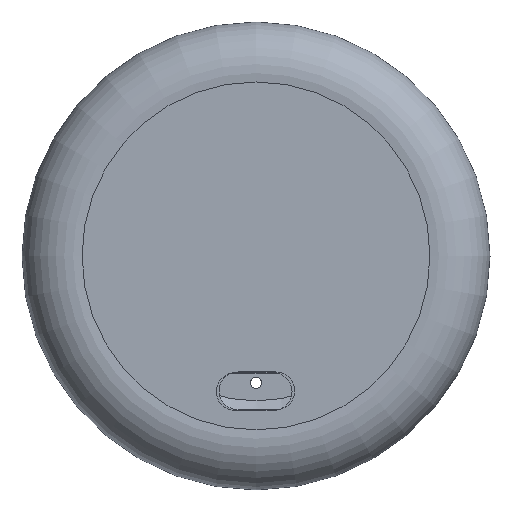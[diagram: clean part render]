
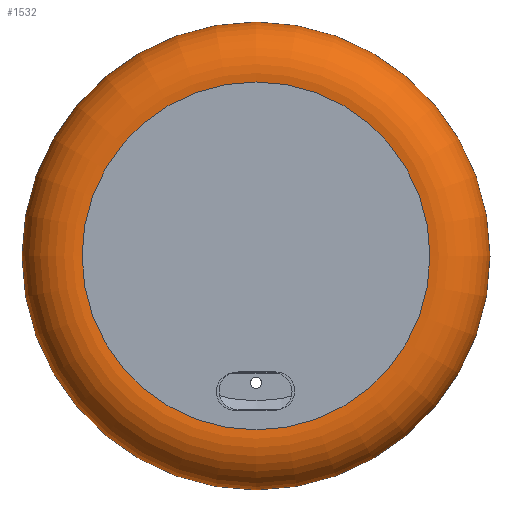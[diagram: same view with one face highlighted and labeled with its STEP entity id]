
A CAD part, top view. The second image highlights one B-rep face of the part: STEP entity #1532.
In plain terms, the highlighted toroidal (fillet/blend) face has major radius 48.341 mm and minor radius 13.533 mm.
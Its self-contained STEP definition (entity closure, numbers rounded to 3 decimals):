
#1223=CARTESIAN_POINT('',(46.001,-0.,47.));
#1224=VERTEX_POINT('',#1223);
#1225=CARTESIAN_POINT('',(0.,0.,47.));
#1226=DIRECTION('',(0.,0.,1.));
#1227=DIRECTION('',(1.,0.,-0.));
#1228=AXIS2_PLACEMENT_3D('',#1225,#1226,#1227);
#1229=CIRCLE('',#1228,46.001);
#1230=EDGE_CURVE('',#1224,#1224,#1229,.T.);
#1330=CARTESIAN_POINT('',(61.875,-0.,33.671));
#1331=VERTEX_POINT('',#1330);
#1332=CARTESIAN_POINT('',(0.,0.,33.671));
#1333=DIRECTION('',(-0.,-0.,-1.));
#1334=DIRECTION('',(1.,0.,-0.));
#1335=AXIS2_PLACEMENT_3D('',#1332,#1333,#1334);
#1336=CIRCLE('',#1335,61.875);
#1337=EDGE_CURVE('',#1331,#1331,#1336,.T.);
#1515=CARTESIAN_POINT('',(0.,0.,33.671));
#1516=DIRECTION('',(0.,0.,1.));
#1517=DIRECTION('',(1.,0.,-0.));
#1518=AXIS2_PLACEMENT_3D('',#1515,#1516,#1517);
#1519=TOROIDAL_SURFACE('',#1518,48.341,13.533);
#1520=ORIENTED_EDGE('',*,*,#1337,.F.);
#1521=CARTESIAN_POINT('',(48.341,0.,33.671));
#1522=DIRECTION('',(-0.,1.,-0.));
#1523=DIRECTION('',(1.,0.,0.));
#1524=AXIS2_PLACEMENT_3D('',#1521,#1522,#1523);
#1525=CIRCLE('',#1524,13.533);
#1526=EDGE_CURVE('',#1224,#1331,#1525,.T.);
#1527=ORIENTED_EDGE('',*,*,#1526,.F.);
#1528=ORIENTED_EDGE('',*,*,#1230,.F.);
#1529=ORIENTED_EDGE('',*,*,#1526,.T.);
#1530=EDGE_LOOP('',(#1520,#1527,#1528,#1529));
#1531=FACE_BOUND('',#1530,.T.);
#1532=ADVANCED_FACE('',(#1531),#1519,.T.);
